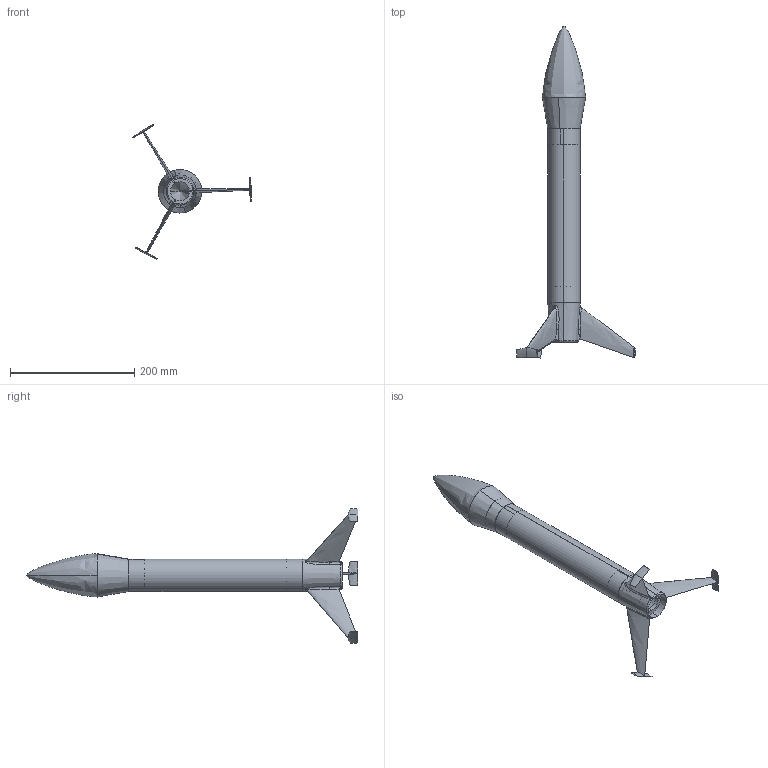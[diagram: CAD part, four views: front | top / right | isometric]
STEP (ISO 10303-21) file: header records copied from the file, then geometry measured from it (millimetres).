
FILE_DESCRIPTION (( 'STEP AP214' ), '1' );
FILE_NAME ('gmpr.STEP', '2025-05-07T01:29:21', ( '' ), ( '' ), 'SwSTEP 2.0', 'SolidWorks 2023', '' );
FILE_SCHEMA (( 'AUTOMOTIVE_DESIGN' ));
Length unit declared in the file: inch
Products named in the file (5): gmpr; GMPR Transition; GMPR Bodytube; GMPR Nosecone 2; GMPR Fin Can
Assembly tree (4 placements, depth 2):
  gmpr
    GMPR Bodytube
    GMPR Fin Can
    GMPR Transition
    GMPR Nosecone 2
Bounding box: 190.53 x 533.21 x 216.43 mm (x, y, z)
Volume: 240319.6 mm3; surface area: 215968.1 mm2
Topology: 4 solids, 4 shells, 129 faces, 292 edges, 176 vertices
Faces by surface type: bspline 58, cylinder 26, plane 21, torus 14, cone 10
Entity records: 8290 total; most frequent: CARTESIAN_POINT 5617, ORIENTED_EDGE 576, DIRECTION 439, EDGE_CURVE 288, AXIS2_PLACEMENT_3D 185, VERTEX_POINT 176, EDGE_LOOP 144, ADVANCED_FACE 129
